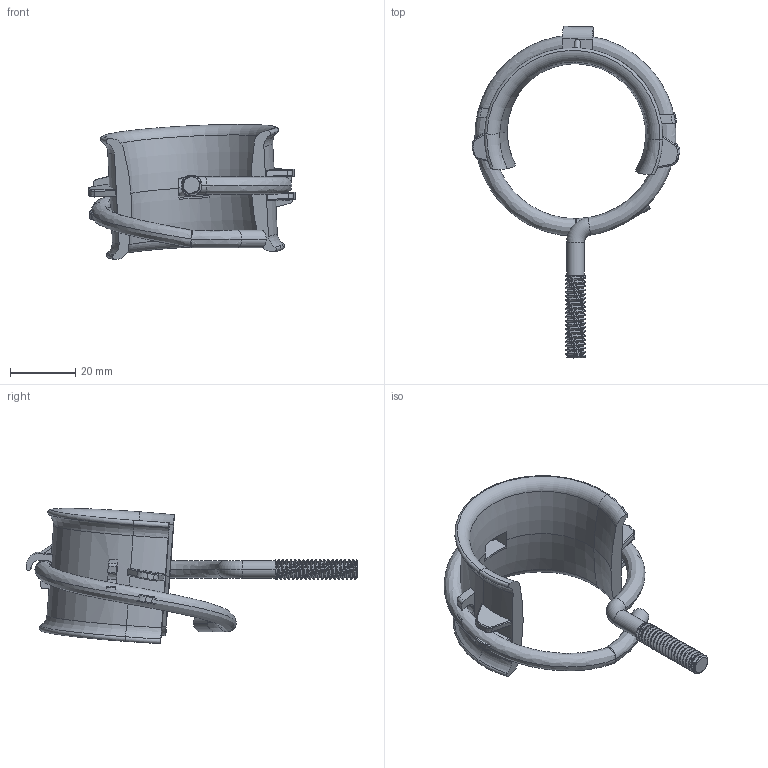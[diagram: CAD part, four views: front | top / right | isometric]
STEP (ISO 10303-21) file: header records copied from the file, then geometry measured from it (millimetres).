
FILE_DESCRIPTION (( 'STEP AP203' ), '1' );
FILE_NAME ('BR200WH.STEP', '2024-04-01T00:53:59', ( '' ), ( '' ), 'SwSTEP 2.0', 'SolidWorks 2021', '' );
FILE_SCHEMA (( 'CONFIG_CONTROL_DESIGN' ));
Length unit declared in the file: millimetre
Products named in the file (3): BR200; BR200WH; 200SAD
Assembly tree (2 placements, depth 2):
  BR200WH
    BR200
    200SAD
Bounding box: 63.67 x 101.67 x 41.41 mm (x, y, z)
Volume: 18620.8 mm3; surface area: 13651.3 mm2
Topology: 2 solids, 2 shells, 224 faces, 596 edges, 374 vertices
Faces by surface type: bspline 75, cylinder 64, plane 44, torus 30, cone 11
Entity records: 18507 total; most frequent: CARTESIAN_POINT 13569, ORIENTED_EDGE 1184, DIRECTION 715, EDGE_CURVE 592, VERTEX_POINT 374, AXIS2_PLACEMENT_3D 293, B_SPLINE_CURVE_WITH_KNOTS 249, EDGE_LOOP 228
